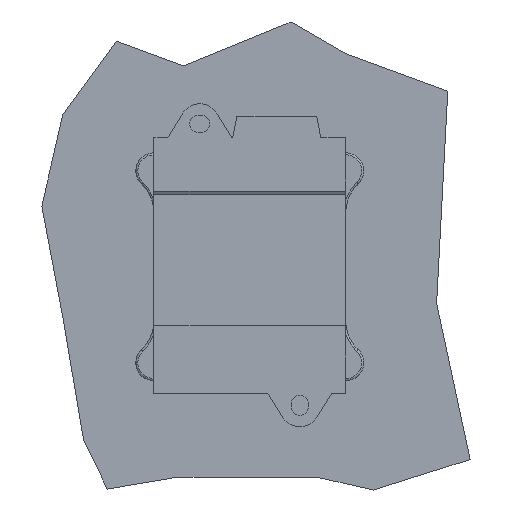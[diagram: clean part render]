
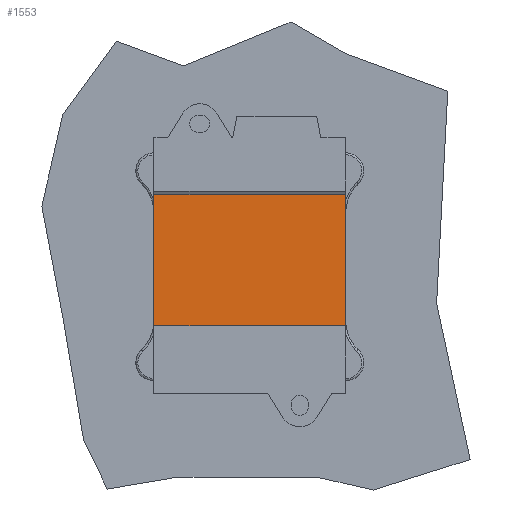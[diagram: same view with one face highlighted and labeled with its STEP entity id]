
A CAD part, front view. The second image highlights one B-rep face of the part: STEP entity #1553.
In plain terms, the highlighted planar face has unit normal (0, -1, 0).
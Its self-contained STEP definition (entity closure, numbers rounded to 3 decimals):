
#34 = LINE ( 'NONE', #5595, #7574 ) ;
#270 = PLANE ( 'NONE',  #6697 ) ;
#443 = VECTOR ( 'NONE', #6566, 1000. ) ;
#714 = DIRECTION ( 'NONE',  ( 0., 0., -1. ) ) ;
#987 = DIRECTION ( 'NONE',  ( 0., 1., 0. ) ) ;
#1272 = ORIENTED_EDGE ( 'NONE', *, *, #6163, .F. ) ;
#1553 = ADVANCED_FACE ( 'NONE', ( #5192 ), #270, .F. ) ;
#1628 = CARTESIAN_POINT ( 'NONE',  ( -24., 4., -17.65 ) ) ;
#1745 = VECTOR ( 'NONE', #714, 1000. ) ;
#2073 = EDGE_CURVE ( 'NONE', #2256, #8083, #4373, .T. ) ;
#2256 = VERTEX_POINT ( 'NONE', #2659 ) ;
#2659 = CARTESIAN_POINT ( 'NONE',  ( 24., 4., 17.65 ) ) ;
#2941 = EDGE_CURVE ( 'NONE', #3225, #6087, #5608, .T. ) ;
#3005 = DIRECTION ( 'NONE',  ( 1., 0., 0. ) ) ;
#3093 = DIRECTION ( 'NONE',  ( 0., 0., -1. ) ) ;
#3225 = VERTEX_POINT ( 'NONE', #6995 ) ;
#4265 = CARTESIAN_POINT ( 'NONE',  ( 24., 4., -17.65 ) ) ;
#4373 = LINE ( 'NONE', #6574, #1745 ) ;
#4621 = EDGE_LOOP ( 'NONE', ( #1272, #5836, #8114, #7959 ) ) ;
#4689 = VECTOR ( 'NONE', #3093, 1000. ) ;
#4910 = DIRECTION ( 'NONE',  ( 0., 0., 1. ) ) ;
#5192 = FACE_OUTER_BOUND ( 'NONE', #4621, .T. ) ;
#5595 = CARTESIAN_POINT ( 'NONE',  ( -24., 4., -17.65 ) ) ;
#5608 = LINE ( 'NONE', #7078, #4689 ) ;
#5836 = ORIENTED_EDGE ( 'NONE', *, *, #2941, .T. ) ;
#5899 = CARTESIAN_POINT ( 'NONE',  ( -24., 4., 17.65 ) ) ;
#6087 = VERTEX_POINT ( 'NONE', #7563 ) ;
#6102 = EDGE_CURVE ( 'NONE', #6087, #8083, #34, .T. ) ;
#6163 = EDGE_CURVE ( 'NONE', #3225, #2256, #6272, .T. ) ;
#6272 = LINE ( 'NONE', #5899, #443 ) ;
#6566 = DIRECTION ( 'NONE',  ( 1., 0., 0. ) ) ;
#6574 = CARTESIAN_POINT ( 'NONE',  ( 24., 4., 32. ) ) ;
#6697 = AXIS2_PLACEMENT_3D ( 'NONE', #1628, #987, #4910 ) ;
#6995 = CARTESIAN_POINT ( 'NONE',  ( -24., 4., 17.65 ) ) ;
#7078 = CARTESIAN_POINT ( 'NONE',  ( -24., 4., 32. ) ) ;
#7563 = CARTESIAN_POINT ( 'NONE',  ( -24., 4., -17.65 ) ) ;
#7574 = VECTOR ( 'NONE', #3005, 1000. ) ;
#7959 = ORIENTED_EDGE ( 'NONE', *, *, #2073, .F. ) ;
#8083 = VERTEX_POINT ( 'NONE', #4265 ) ;
#8114 = ORIENTED_EDGE ( 'NONE', *, *, #6102, .T. ) ;
